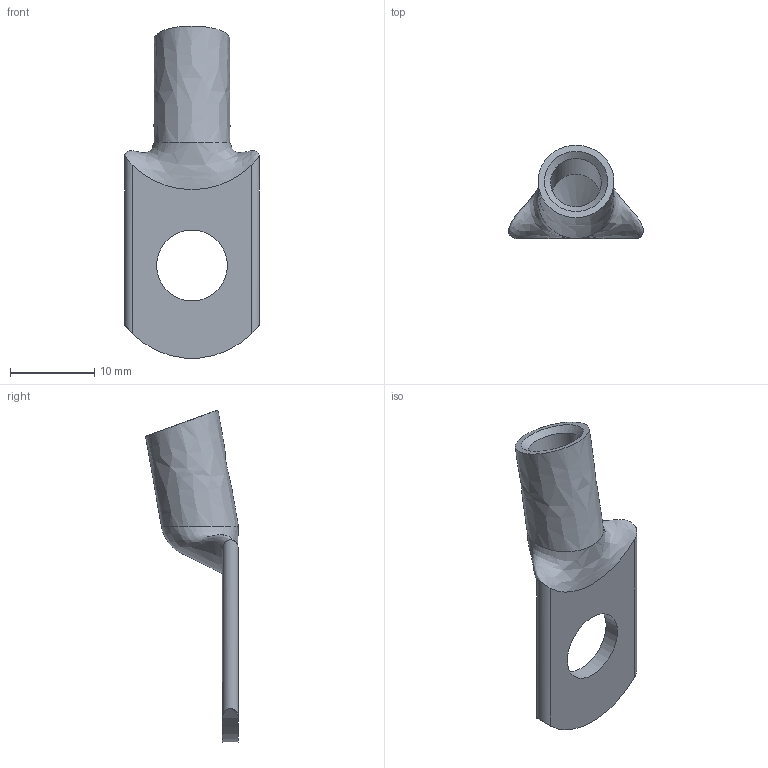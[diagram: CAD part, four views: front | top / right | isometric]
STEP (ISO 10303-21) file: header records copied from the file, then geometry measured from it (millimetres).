
FILE_DESCRIPTION(/* description */ (''),/* implementation_level */ '2;1');
FILE_NAME(/* name */ '',/* time_stamp */ '2023-07-24T08:37:32+07:00',/* author */ ('zeta-09'),/* organization */ (''),/* preprocessor_version */ 'ST-DEVELOPER v19.2',/* originating_system */ 'Autodesk Inventor 2024',/* authorisation */ '');
FILE_SCHEMA (('AUTOMOTIVE_DESIGN { 1 0 10303 214 3 1 1 }'));
Length unit declared in the file: millimetre
Products named in the file (1): Наконечник Т
Bounding box: 16 x 11.02 x 39.35 mm (x, y, z)
Volume: 1201.8 mm3; surface area: 1524.4 mm2
Topology: 1 solids, 1 shells, 105 faces, 285 edges, 193 vertices
Faces by surface type: bspline 62, plane 38, cylinder 5
Full cylindrical faces by diameter (mm): 6 x1, 8.4 x1
Entity records: 4498 total; most frequent: CARTESIAN_POINT 2224, ORIENTED_EDGE 570, EDGE_CURVE 285, DIRECTION 253, VERTEX_POINT 193, LINE 137, VECTOR 137, B_SPLINE_CURVE_WITH_KNOTS 134
